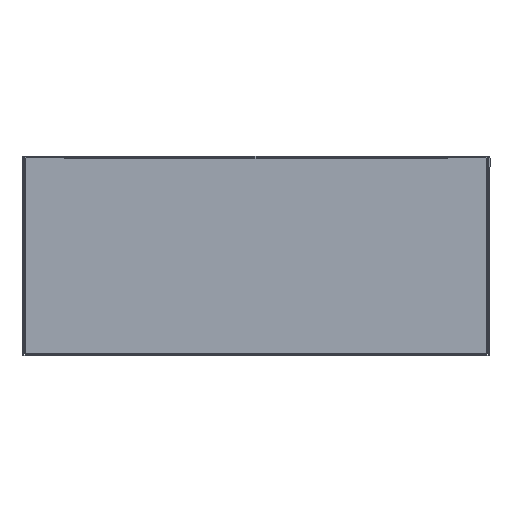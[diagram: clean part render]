
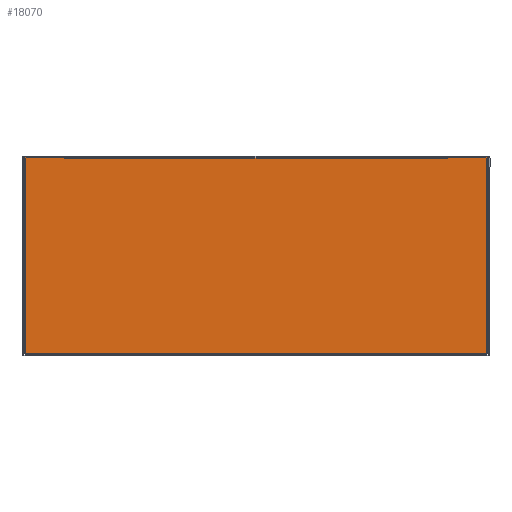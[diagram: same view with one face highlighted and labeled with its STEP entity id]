
A CAD part, front view. The second image highlights one B-rep face of the part: STEP entity #18070.
In plain terms, the highlighted planar face has unit normal (0, -1, 0).
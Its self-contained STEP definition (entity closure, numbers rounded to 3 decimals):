
#64 = CARTESIAN_POINT ( 'NONE',  ( 53.75, -1052.5, 248.5 ) ) ;
#907 = ORIENTED_EDGE ( 'NONE', *, *, #1207, .T. ) ;
#1146 = DIRECTION ( 'NONE',  ( 0., 0., 1. ) ) ;
#1207 = EDGE_CURVE ( 'NONE', #6800, #1896, #2801, .T. ) ;
#1896 = VERTEX_POINT ( 'NONE', #9457 ) ;
#1944 = EDGE_CURVE ( 'NONE', #9534, #6800, #9691, .T. ) ;
#2030 = VECTOR ( 'NONE', #21407, 1000. ) ;
#2186 = VERTEX_POINT ( 'NONE', #64 ) ;
#2449 = LINE ( 'NONE', #20509, #10680 ) ;
#2480 = VERTEX_POINT ( 'NONE', #11267 ) ;
#2755 = CARTESIAN_POINT ( 'NONE',  ( 532.25, -1052.5, 248.5 ) ) ;
#2801 = LINE ( 'NONE', #15617, #21770 ) ;
#2972 = DIRECTION ( 'NONE',  ( -1., 0., 0. ) ) ;
#2988 = EDGE_CURVE ( 'NONE', #20253, #2480, #20712, .T. ) ;
#3151 = VERTEX_POINT ( 'NONE', #2755 ) ;
#3200 = CARTESIAN_POINT ( 'NONE',  ( 0., -1052.5, 0. ) ) ;
#3254 = CARTESIAN_POINT ( 'NONE',  ( 54.5, -1052.5, 245.25 ) ) ;
#3997 = CARTESIAN_POINT ( 'NONE',  ( 581.99, -1052.5, 248.5 ) ) ;
#4032 = EDGE_CURVE ( 'NONE', #17464, #1896, #19892, .T. ) ;
#4067 = ORIENTED_EDGE ( 'NONE', *, *, #4360, .F. ) ;
#4116 = DIRECTION ( 'NONE',  ( 0., 0., -1. ) ) ;
#4207 = ORIENTED_EDGE ( 'NONE', *, *, #20847, .T. ) ;
#4242 = ORIENTED_EDGE ( 'NONE', *, *, #1944, .T. ) ;
#4360 = EDGE_CURVE ( 'NONE', #12123, #20253, #14006, .T. ) ;
#4414 = CARTESIAN_POINT ( 'NONE',  ( 54.5, -1052.5, 0. ) ) ;
#4888 = CARTESIAN_POINT ( 'NONE',  ( 581.99, -1052.5, 0. ) ) ;
#5046 = VERTEX_POINT ( 'NONE', #3997 ) ;
#5069 = LINE ( 'NONE', #17546, #11652 ) ;
#5312 = EDGE_LOOP ( 'NONE', ( #21102, #10430, #9643, #17751, #22264, #4067, #10668, #4207, #4242, #907, #13409, #22460, #13870, #5854 ) ) ;
#5374 = CARTESIAN_POINT ( 'NONE',  ( 0., -1052.5, 248.5 ) ) ;
#5854 = ORIENTED_EDGE ( 'NONE', *, *, #21021, .T. ) ;
#5970 = VECTOR ( 'NONE', #22381, 1000. ) ;
#6220 = VECTOR ( 'NONE', #19594, 1000. ) ;
#6392 = CARTESIAN_POINT ( 'NONE',  ( 581.99, -1052.5, 1. ) ) ;
#6403 = LINE ( 'NONE', #13694, #21985 ) ;
#6791 = LINE ( 'NONE', #21500, #6220 ) ;
#6800 = VERTEX_POINT ( 'NONE', #14269 ) ;
#6827 = CARTESIAN_POINT ( 'NONE',  ( 0., -1052.5, 245.25 ) ) ;
#6997 = EDGE_CURVE ( 'NONE', #20574, #8216, #6791, .T. ) ;
#7989 = CARTESIAN_POINT ( 'NONE',  ( 53.75, -1052.5, 245.25 ) ) ;
#8088 = EDGE_CURVE ( 'NONE', #15537, #5046, #15905, .T. ) ;
#8216 = VERTEX_POINT ( 'NONE', #9502 ) ;
#8290 = CARTESIAN_POINT ( 'NONE',  ( 581.99, -1052.5, 246. ) ) ;
#9457 = CARTESIAN_POINT ( 'NONE',  ( 4.01, -1052.5, 1. ) ) ;
#9502 = CARTESIAN_POINT ( 'NONE',  ( 531.5, -1052.5, 245.25 ) ) ;
#9534 = VERTEX_POINT ( 'NONE', #13086 ) ;
#9612 = EDGE_CURVE ( 'NONE', #20574, #2480, #6403, .T. ) ;
#9643 = ORIENTED_EDGE ( 'NONE', *, *, #6997, .F. ) ;
#9691 = LINE ( 'NONE', #15557, #19890 ) ;
#10430 = ORIENTED_EDGE ( 'NONE', *, *, #17241, .F. ) ;
#10668 = ORIENTED_EDGE ( 'NONE', *, *, #22873, .F. ) ;
#10680 = VECTOR ( 'NONE', #4116, 1000. ) ;
#11267 = CARTESIAN_POINT ( 'NONE',  ( 54.5, -1052.5, 246. ) ) ;
#11652 = VECTOR ( 'NONE', #12380, 1000. ) ;
#11823 = LINE ( 'NONE', #19717, #22852 ) ;
#11956 = DIRECTION ( 'NONE',  ( 0., 0., -1. ) ) ;
#12123 = VERTEX_POINT ( 'NONE', #7989 ) ;
#12147 = CARTESIAN_POINT ( 'NONE',  ( 532.25, -1052.5, 245.25 ) ) ;
#12246 = DIRECTION ( 'NONE',  ( -1., 0., 0. ) ) ;
#12271 = DIRECTION ( 'NONE',  ( 0., 0., 1. ) ) ;
#12298 = FACE_OUTER_BOUND ( 'NONE', #5312, .T. ) ;
#12380 = DIRECTION ( 'NONE',  ( 1., 0., 0. ) ) ;
#12533 = DIRECTION ( 'NONE',  ( 0., 0., 1. ) ) ;
#12803 = CARTESIAN_POINT ( 'NONE',  ( 4.01, -1052.5, 1. ) ) ;
#13086 = CARTESIAN_POINT ( 'NONE',  ( 4.01, -1052.5, 248.5 ) ) ;
#13409 = ORIENTED_EDGE ( 'NONE', *, *, #4032, .F. ) ;
#13694 = CARTESIAN_POINT ( 'NONE',  ( 531.5, -1052.5, 246. ) ) ;
#13870 = ORIENTED_EDGE ( 'NONE', *, *, #8088, .T. ) ;
#13982 = AXIS2_PLACEMENT_3D ( 'NONE', #3200, #14332, #12533 ) ;
#14006 = LINE ( 'NONE', #6827, #17237 ) ;
#14269 = CARTESIAN_POINT ( 'NONE',  ( 4.01, -1052.5, 246. ) ) ;
#14304 = LINE ( 'NONE', #17548, #18189 ) ;
#14332 = DIRECTION ( 'NONE',  ( 0., 1., 0. ) ) ;
#14864 = DIRECTION ( 'NONE',  ( -1., 0., 0. ) ) ;
#15220 = CARTESIAN_POINT ( 'NONE',  ( 531.5, -1052.5, 246. ) ) ;
#15537 = VERTEX_POINT ( 'NONE', #8290 ) ;
#15557 = CARTESIAN_POINT ( 'NONE',  ( 4.01, -1052.5, 0. ) ) ;
#15617 = CARTESIAN_POINT ( 'NONE',  ( 4.01, -1052.5, 246. ) ) ;
#15905 = LINE ( 'NONE', #4888, #2030 ) ;
#16697 = VECTOR ( 'NONE', #14864, 1000. ) ;
#17237 = VECTOR ( 'NONE', #19627, 1000. ) ;
#17241 = EDGE_CURVE ( 'NONE', #8216, #18416, #5069, .T. ) ;
#17464 = VERTEX_POINT ( 'NONE', #6392 ) ;
#17546 = CARTESIAN_POINT ( 'NONE',  ( 0., -1052.5, 245.25 ) ) ;
#17548 = CARTESIAN_POINT ( 'NONE',  ( 581.99, -1052.5, 0. ) ) ;
#17751 = ORIENTED_EDGE ( 'NONE', *, *, #9612, .T. ) ;
#18070 = ADVANCED_FACE ( 'NONE', ( #12298 ), #19602, .F. ) ;
#18189 = VECTOR ( 'NONE', #1146, 1000. ) ;
#18274 = VECTOR ( 'NONE', #12271, 1000. ) ;
#18416 = VERTEX_POINT ( 'NONE', #12147 ) ;
#18424 = EDGE_CURVE ( 'NONE', #17464, #15537, #14304, .T. ) ;
#19448 = VECTOR ( 'NONE', #19987, 1000. ) ;
#19562 = DIRECTION ( 'NONE',  ( 0., 0., -1. ) ) ;
#19594 = DIRECTION ( 'NONE',  ( 0., 0., -1. ) ) ;
#19602 = PLANE ( 'NONE',  #13982 ) ;
#19627 = DIRECTION ( 'NONE',  ( 1., 0., 0. ) ) ;
#19717 = CARTESIAN_POINT ( 'NONE',  ( 0., -1052.5, 248.5 ) ) ;
#19890 = VECTOR ( 'NONE', #11956, 1000. ) ;
#19892 = LINE ( 'NONE', #12803, #16697 ) ;
#19987 = DIRECTION ( 'NONE',  ( -1., 0., 0. ) ) ;
#20253 = VERTEX_POINT ( 'NONE', #3254 ) ;
#20509 = CARTESIAN_POINT ( 'NONE',  ( 53.75, -1052.5, 0. ) ) ;
#20574 = VERTEX_POINT ( 'NONE', #15220 ) ;
#20657 = CARTESIAN_POINT ( 'NONE',  ( 532.25, -1052.5, 0. ) ) ;
#20712 = LINE ( 'NONE', #4414, #5970 ) ;
#20847 = EDGE_CURVE ( 'NONE', #2186, #9534, #21776, .T. ) ;
#21021 = EDGE_CURVE ( 'NONE', #5046, #3151, #11823, .T. ) ;
#21102 = ORIENTED_EDGE ( 'NONE', *, *, #21445, .F. ) ;
#21407 = DIRECTION ( 'NONE',  ( 0., 0., 1. ) ) ;
#21445 = EDGE_CURVE ( 'NONE', #18416, #3151, #22461, .T. ) ;
#21500 = CARTESIAN_POINT ( 'NONE',  ( 531.5, -1052.5, 0. ) ) ;
#21770 = VECTOR ( 'NONE', #19562, 1000. ) ;
#21776 = LINE ( 'NONE', #5374, #19448 ) ;
#21985 = VECTOR ( 'NONE', #12246, 1000. ) ;
#22264 = ORIENTED_EDGE ( 'NONE', *, *, #2988, .F. ) ;
#22381 = DIRECTION ( 'NONE',  ( 0., 0., 1. ) ) ;
#22460 = ORIENTED_EDGE ( 'NONE', *, *, #18424, .T. ) ;
#22461 = LINE ( 'NONE', #20657, #18274 ) ;
#22852 = VECTOR ( 'NONE', #2972, 1000. ) ;
#22873 = EDGE_CURVE ( 'NONE', #2186, #12123, #2449, .T. ) ;
